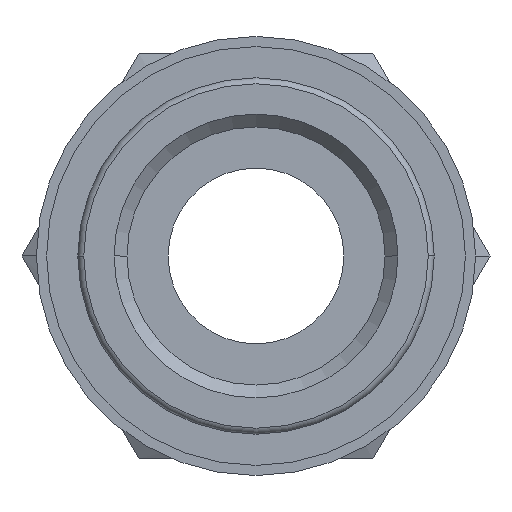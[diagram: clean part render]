
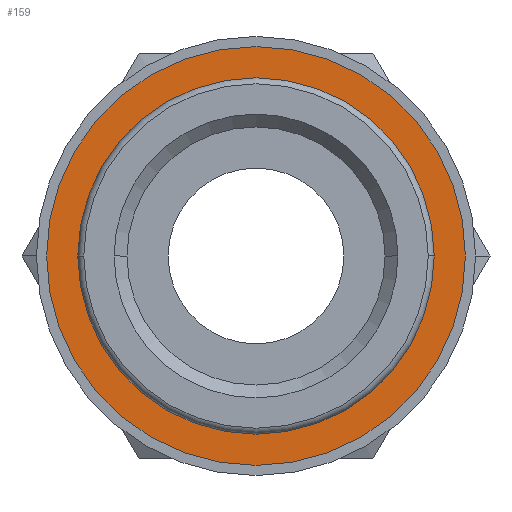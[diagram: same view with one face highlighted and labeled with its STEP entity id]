
A CAD part, front view. The second image highlights one B-rep face of the part: STEP entity #159.
In plain terms, the highlighted planar face has unit normal (0, -1, 0).
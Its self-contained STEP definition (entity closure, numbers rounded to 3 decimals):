
#159=ADVANCED_FACE('',(#348,#349),#350,.T.);
#348=FACE_BOUND('',#561,.T.);
#349=FACE_OUTER_BOUND('',#562,.T.);
#350=PLANE('',#563);
#561=EDGE_LOOP('',(#933,#934));
#562=EDGE_LOOP('',(#935,#936));
#563=AXIS2_PLACEMENT_3D('',#937,#938,#939);
#933=ORIENTED_EDGE('',*,*,#1318,.T.);
#934=ORIENTED_EDGE('',*,*,#1319,.T.);
#935=ORIENTED_EDGE('',*,*,#1245,.F.);
#936=ORIENTED_EDGE('',*,*,#1286,.F.);
#937=CARTESIAN_POINT('',(7.75,6.3,0.0));
#938=DIRECTION('',(-0.0,-1.0,-0.0));
#939=DIRECTION('',(-1.0,0.0,0.0));
#1245=EDGE_CURVE('',#1483,#1486,#1487,.T.);
#1286=EDGE_CURVE('',#1486,#1483,#1542,.T.);
#1318=EDGE_CURVE('',#1586,#1587,#1588,.T.);
#1319=EDGE_CURVE('',#1587,#1586,#1589,.T.);
#1483=VERTEX_POINT('',#1844);
#1486=VERTEX_POINT('',#1848);
#1487=CIRCLE('',#1849,15.5);
#1542=CIRCLE('',#1945,15.5);
#1586=VERTEX_POINT('',#2028);
#1587=VERTEX_POINT('',#2029);
#1588=CIRCLE('',#2030,12.75);
#1589=CIRCLE('',#2031,12.75);
#1844=CARTESIAN_POINT('',(15.5,6.3,0.0));
#1848=CARTESIAN_POINT('',(-15.5,6.3,0.));
#1849=AXIS2_PLACEMENT_3D('',#2334,#2335,#2336);
#1945=AXIS2_PLACEMENT_3D('',#2393,#2394,#2395);
#2028=CARTESIAN_POINT('',(-12.75,6.3,0.));
#2029=CARTESIAN_POINT('',(12.75,6.3,0.));
#2030=AXIS2_PLACEMENT_3D('',#2441,#2442,#2443);
#2031=AXIS2_PLACEMENT_3D('',#2444,#2445,#2446);
#2334=CARTESIAN_POINT('',(0.0,6.3,0.0));
#2335=DIRECTION('',(-0.0,1.0,0.0));
#2336=DIRECTION('',(1.0,0.0,0.0));
#2393=CARTESIAN_POINT('',(0.0,6.3,0.0));
#2394=DIRECTION('',(-0.0,1.0,0.0));
#2395=DIRECTION('',(1.0,0.0,0.0));
#2441=CARTESIAN_POINT('',(0.0,6.3,0.0));
#2442=DIRECTION('',(-0.0,1.0,0.0));
#2443=DIRECTION('',(1.0,0.0,0.0));
#2444=CARTESIAN_POINT('',(0.0,6.3,0.0));
#2445=DIRECTION('',(-0.0,1.0,0.0));
#2446=DIRECTION('',(1.0,0.0,0.0));
